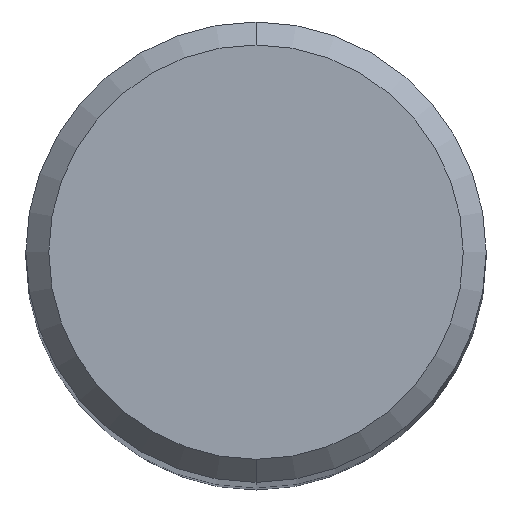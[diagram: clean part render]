
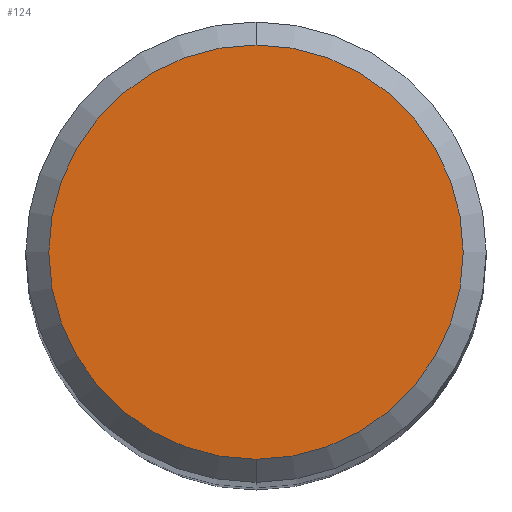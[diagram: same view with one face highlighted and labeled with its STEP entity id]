
A CAD part, top view. The second image highlights one B-rep face of the part: STEP entity #124.
In plain terms, the highlighted planar face has unit normal (0, 0, 1).
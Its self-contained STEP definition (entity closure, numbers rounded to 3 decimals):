
#106=EDGE_CURVE('',#156,#112,#252,.T.);
#112=VERTEX_POINT('',#258);
#124=ADVANCED_FACE('',(#272),#273,.T.);
#156=VERTEX_POINT('',#309);
#158=EDGE_CURVE('',#112,#156,#311,.T.);
#252=CIRCLE('',#412,4.5);
#258=CARTESIAN_POINT('',(0.,-4.5,0.0));
#272=FACE_OUTER_BOUND('',#438,.T.);
#273=PLANE('',#439);
#309=CARTESIAN_POINT('',(0.0,4.5,0.0));
#311=CIRCLE('',#488,4.5);
#412=AXIS2_PLACEMENT_3D('',#587,#588,#589);
#438=EDGE_LOOP('',(#613,#614));
#439=AXIS2_PLACEMENT_3D('',#615,#616,#617);
#488=AXIS2_PLACEMENT_3D('',#664,#665,#666);
#587=CARTESIAN_POINT('',(0.0,0.0,0.0));
#588=DIRECTION('',(0.0,0.0,-1.0));
#589=DIRECTION('',(0.0,1.0,0.0));
#613=ORIENTED_EDGE('',*,*,#106,.F.);
#614=ORIENTED_EDGE('',*,*,#158,.F.);
#615=CARTESIAN_POINT('',(0.0,2.25,0.0));
#616=DIRECTION('',(-0.0,0.0,1.0));
#617=DIRECTION('',(0.0,-1.0,0.0));
#664=CARTESIAN_POINT('',(0.0,0.0,0.0));
#665=DIRECTION('',(0.0,0.0,-1.0));
#666=DIRECTION('',(0.0,1.0,0.0));
